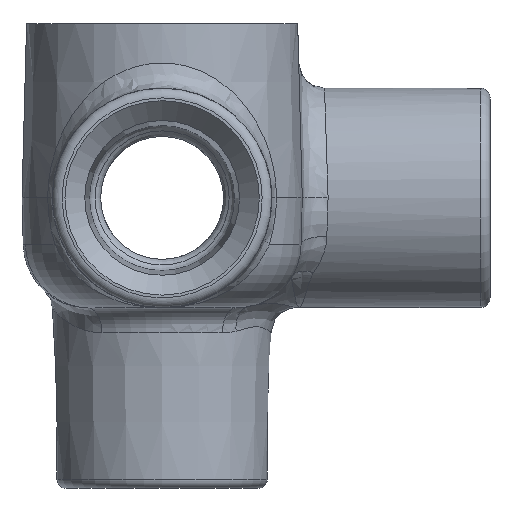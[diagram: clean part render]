
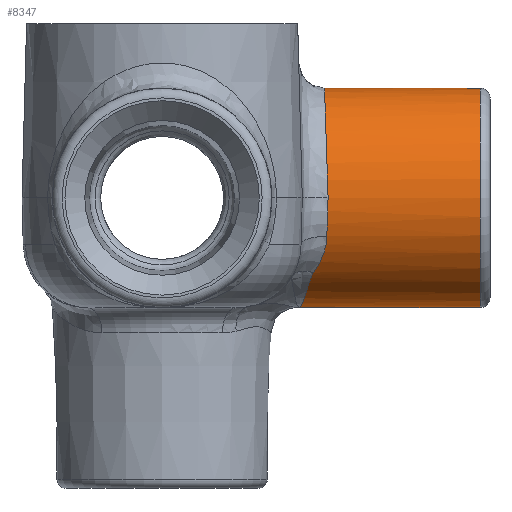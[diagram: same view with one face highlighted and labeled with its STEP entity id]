
A CAD part, left-side view. The second image highlights one B-rep face of the part: STEP entity #8347.
In plain terms, the highlighted cylindrical face has radius 13.494 mm (diameter 26.987 mm), a full revolution.
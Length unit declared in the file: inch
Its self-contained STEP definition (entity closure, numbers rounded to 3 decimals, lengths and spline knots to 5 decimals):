
#50=FACE_BOUND('',#2760,.T.);
#101=ELLIPSE('',#8934,0.53153,0.53125);
#102=ELLIPSE('',#8935,0.53153,0.53125);
#103=ELLIPSE('',#8936,0.53153,0.53125);
#136=CYLINDRICAL_SURFACE('',#8933,0.53125);
#2223=FACE_OUTER_BOUND('',#2759,.T.);
#2759=EDGE_LOOP('',(#6183,#6184,#6185,#6186,#6187,#6188,#6189));
#2760=EDGE_LOOP('',(#6190));
#3299=B_SPLINE_CURVE_WITH_KNOTS('',3,(#13212,#13213,#13214,#13215,#13216,
#13217,#13218,#13219,#13220,#13221,#13222,#13223,#13224,#13225,#13226),
 .UNSPECIFIED.,.F.,.F.,(4,1,1,1,1,1,1,1,1,1,2,4),(-1.34405,-1.33985,
-1.33565,-1.32725,-1.31045,-1.27685,
-1.20964,-1.07524,-0.53762,-0.26881,
0.,0.01153),.UNSPECIFIED.);
#3300=B_SPLINE_CURVE_WITH_KNOTS('',3,(#13228,#13229,#13230,#13231),
 .UNSPECIFIED.,.F.,.F.,(4,4),(0.,0.67661),
 .UNSPECIFIED.);
#3301=B_SPLINE_CURVE_WITH_KNOTS('',3,(#13239,#13240,#13241,#13242),
 .UNSPECIFIED.,.F.,.F.,(4,4),(0.,0.67661),.UNSPECIFIED.);
#3302=B_SPLINE_CURVE_WITH_KNOTS('',3,(#13243,#13244,#13245,#13246,#13247,
#13248,#13249,#13250,#13251,#13252,#13253,#13254,#13255,#13256,#13257,#13258),
 .UNSPECIFIED.,.F.,.F.,(4,2,1,1,1,1,1,1,1,1,1,1,4),(-1.35558,-1.34405,
-1.07524,-0.80643,-0.53762,-0.26881,
-0.1344,-0.0672,-0.0336,-0.0168,
-0.0084,-0.0042,0.),.UNSPECIFIED.);
#3528=CIRCLE('',#8931,0.53125);
#3885=VERTEX_POINT('',#13205);
#3887=VERTEX_POINT('',#13210);
#3888=VERTEX_POINT('',#13211);
#3889=VERTEX_POINT('',#13227);
#3890=VERTEX_POINT('',#13232);
#3891=VERTEX_POINT('',#13234);
#3892=VERTEX_POINT('',#13236);
#3893=VERTEX_POINT('',#13238);
#4766=EDGE_CURVE('',#3885,#3885,#3528,.T.);
#4768=EDGE_CURVE('',#3887,#3888,#3299,.T.);
#4769=EDGE_CURVE('',#3889,#3887,#3300,.T.);
#4770=EDGE_CURVE('',#3890,#3889,#101,.T.);
#4771=EDGE_CURVE('',#3891,#3890,#102,.T.);
#4772=EDGE_CURVE('',#3892,#3891,#103,.T.);
#4773=EDGE_CURVE('',#3893,#3892,#3301,.T.);
#4774=EDGE_CURVE('',#3888,#3893,#3302,.T.);
#6183=ORIENTED_EDGE('',*,*,#4768,.F.);
#6184=ORIENTED_EDGE('',*,*,#4769,.F.);
#6185=ORIENTED_EDGE('',*,*,#4770,.F.);
#6186=ORIENTED_EDGE('',*,*,#4771,.F.);
#6187=ORIENTED_EDGE('',*,*,#4772,.F.);
#6188=ORIENTED_EDGE('',*,*,#4773,.F.);
#6189=ORIENTED_EDGE('',*,*,#4774,.F.);
#6190=ORIENTED_EDGE('',*,*,#4766,.F.);
#8347=ADVANCED_FACE('',(#2223,#50),#136,.T.);
#8931=AXIS2_PLACEMENT_3D('',#13206,#9830,#9831);
#8933=AXIS2_PLACEMENT_3D('',#13209,#9834,#9835);
#8934=AXIS2_PLACEMENT_3D('',#13233,#9836,#9837);
#8935=AXIS2_PLACEMENT_3D('',#13235,#9838,#9839);
#8936=AXIS2_PLACEMENT_3D('',#13237,#9840,#9841);
#9830=DIRECTION('center_axis',(0.,-1.,0.));
#9831=DIRECTION('ref_axis',(1.,0.,0.));
#9834=DIRECTION('center_axis',(0.,1.,0.));
#9835=DIRECTION('ref_axis',(1.,0.,0.));
#9836=DIRECTION('center_axis',(0.,0.999,0.032));
#9837=DIRECTION('ref_axis',(0.,0.032,-0.999));
#9838=DIRECTION('center_axis',(0.,0.999,-0.032));
#9839=DIRECTION('ref_axis',(0.,0.032,0.999));
#9840=DIRECTION('center_axis',(0.,0.999,0.032));
#9841=DIRECTION('ref_axis',(0.,0.032,-0.999));
#13205=CARTESIAN_POINT('',(-0.53125,-1.54041,-0.84375));
#13206=CARTESIAN_POINT('Origin',(0.,-1.54041,-0.84375));
#13209=CARTESIAN_POINT('Origin',(0.,-1.58728,-0.84375));
#13210=CARTESIAN_POINT('',(0.38885,-0.73316,-1.20572));
#13211=CARTESIAN_POINT('',(0.,-0.66443,-1.375));
#13212=CARTESIAN_POINT('Ctrl Pts',(0.38885,-0.73316,
-1.20572));
#13213=CARTESIAN_POINT('Ctrl Pts',(0.38857,-0.73294,
-1.20602));
#13214=CARTESIAN_POINT('Ctrl Pts',(0.38801,-0.73251,
-1.20662));
#13215=CARTESIAN_POINT('Ctrl Pts',(0.38687,-0.73171,
-1.20783));
#13216=CARTESIAN_POINT('Ctrl Pts',(0.38485,-0.7304,
-1.20997));
#13217=CARTESIAN_POINT('Ctrl Pts',(0.38074,-0.72803,
-1.21427));
#13218=CARTESIAN_POINT('Ctrl Pts',(0.37229,-0.72388,
-1.22284));
#13219=CARTESIAN_POINT('Ctrl Pts',(0.35467,-0.71692,
-1.23968));
#13220=CARTESIAN_POINT('Ctrl Pts',(0.29561,-0.69995,
-1.29004));
#13221=CARTESIAN_POINT('Ctrl Pts',(0.20421,-0.68624,
-1.34051));
#13222=CARTESIAN_POINT('Ctrl Pts',(0.08981,-0.6731,
-1.36976));
#13223=CARTESIAN_POINT('Ctrl Pts',(0.03214,-0.66751,
-1.37479));
#13224=CARTESIAN_POINT('Ctrl Pts',(0.00244,-0.66467,
-1.375));
#13225=CARTESIAN_POINT('Ctrl Pts',(0.00122,-0.66455,
-1.375));
#13226=CARTESIAN_POINT('Ctrl Pts',(0.,-0.66443,
-1.375));
#13227=CARTESIAN_POINT('',(0.49749,-0.79736,-1.0301));
#13228=CARTESIAN_POINT('Ctrl Pts',(0.49749,-0.79736,
-1.0301));
#13229=CARTESIAN_POINT('Ctrl Pts',(0.47229,-0.79518,
-1.0974));
#13230=CARTESIAN_POINT('Ctrl Pts',(0.43355,-0.76947,
-1.15771));
#13231=CARTESIAN_POINT('Ctrl Pts',(0.38885,-0.73316,
-1.20572));
#13232=CARTESIAN_POINT('',(0.53125,-0.80339,-0.84375));
#13233=CARTESIAN_POINT('Origin',(0.,-0.80339,-0.84375));
#13234=CARTESIAN_POINT('',(-0.53125,-0.80339,-0.84375));
#13235=CARTESIAN_POINT('Origin',(0.,-0.80339,-0.84375));
#13236=CARTESIAN_POINT('',(-0.49749,-0.79736,-1.0301));
#13237=CARTESIAN_POINT('Origin',(0.,-0.80339,-0.84375));
#13238=CARTESIAN_POINT('',(-0.38885,-0.73316,-1.20572));
#13239=CARTESIAN_POINT('Ctrl Pts',(-0.38885,-0.73316,
-1.20572));
#13240=CARTESIAN_POINT('Ctrl Pts',(-0.43355,-0.76947,
-1.15771));
#13241=CARTESIAN_POINT('Ctrl Pts',(-0.47229,-0.79518,
-1.0974));
#13242=CARTESIAN_POINT('Ctrl Pts',(-0.49749,-0.79736,
-1.0301));
#13243=CARTESIAN_POINT('Ctrl Pts',(0.,-0.66443,
-1.375));
#13244=CARTESIAN_POINT('Ctrl Pts',(-0.00122,-0.66455,
-1.375));
#13245=CARTESIAN_POINT('Ctrl Pts',(-0.00244,-0.66467,
-1.375));
#13246=CARTESIAN_POINT('Ctrl Pts',(-0.03214,-0.6675,
-1.37479));
#13247=CARTESIAN_POINT('Ctrl Pts',(-0.08984,-0.67318,
-1.3698));
#13248=CARTESIAN_POINT('Ctrl Pts',(-0.17557,-0.68283,
-1.34776));
#13249=CARTESIAN_POINT('Ctrl Pts',(-0.25649,-0.69423,
-1.31175));
#13250=CARTESIAN_POINT('Ctrl Pts',(-0.31706,-0.70602,
-1.27167));
#13251=CARTESIAN_POINT('Ctrl Pts',(-0.35468,-0.71695,
-1.23969));
#13252=CARTESIAN_POINT('Ctrl Pts',(-0.37229,-0.72387,
-1.22284));
#13253=CARTESIAN_POINT('Ctrl Pts',(-0.38074,-0.72803,
-1.21427));
#13254=CARTESIAN_POINT('Ctrl Pts',(-0.38485,-0.7304,
-1.20997));
#13255=CARTESIAN_POINT('Ctrl Pts',(-0.38687,-0.73171,
-1.20783));
#13256=CARTESIAN_POINT('Ctrl Pts',(-0.38801,-0.73251,
-1.20662));
#13257=CARTESIAN_POINT('Ctrl Pts',(-0.38857,-0.73294,
-1.20602));
#13258=CARTESIAN_POINT('Ctrl Pts',(-0.38885,-0.73316,
-1.20572));
